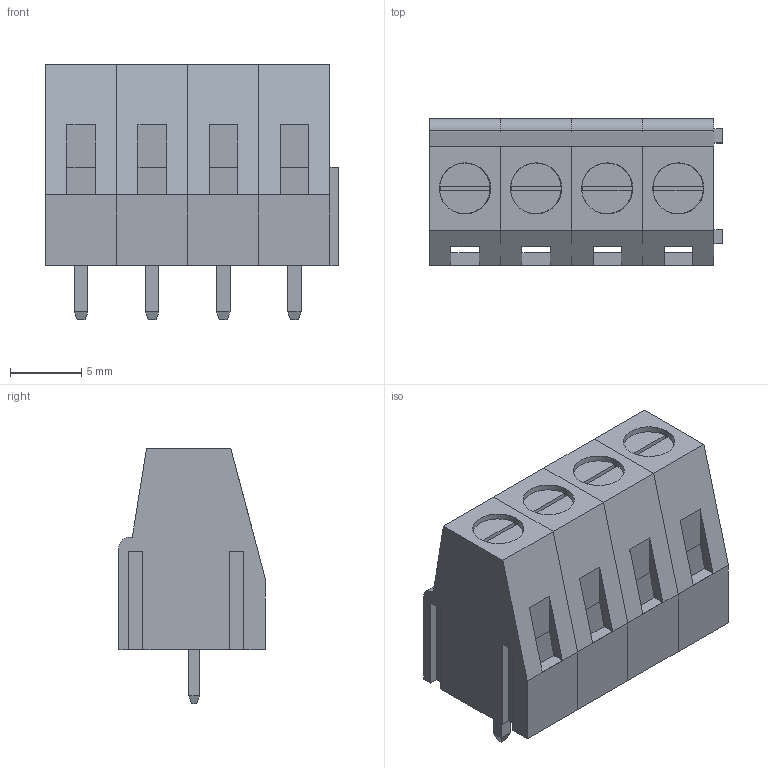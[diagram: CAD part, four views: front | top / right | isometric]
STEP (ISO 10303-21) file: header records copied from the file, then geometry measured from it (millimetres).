
FILE_DESCRIPTION (( 'STEP AP214' ), '1' );
FILE_NAME ('User Library-screew terminal.STEP', '2021-01-13T14:17:19', ( '' ), ( '' ), 'SwSTEP 2.0', 'SolidWorks 2020', '' );
FILE_SCHEMA (( 'AUTOMOTIVE_DESIGN' ));
Length unit declared in the file: millimetre
Products named in the file (1): User Library-screew terminal
Bounding box: 20.6 x 10.3 x 17.95 mm (x, y, z)
Volume: 1865.4 mm3; surface area: 3698 mm2
Topology: 16 solids, 16 shells, 356 faces, 932 edges, 604 vertices
Faces by surface type: plane 328, cylinder 28
Entity records: 14296 total; most frequent: CARTESIAN_POINT 1893, ORIENTED_EDGE 1864, DIRECTION 1742, EDGE_CURVE 932, VECTOR 836, LINE 836, VERTEX_POINT 604, AXIS2_PLACEMENT_3D 453
